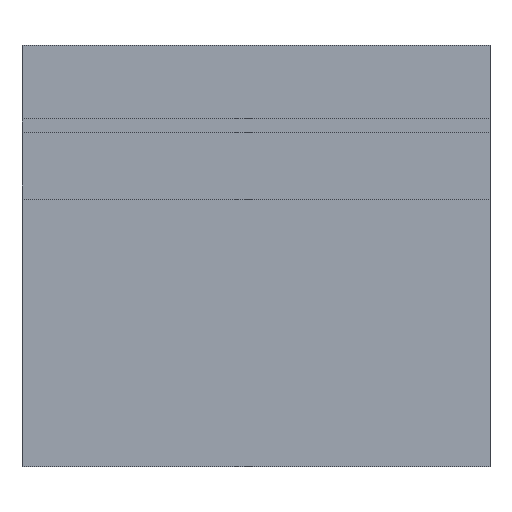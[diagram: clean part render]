
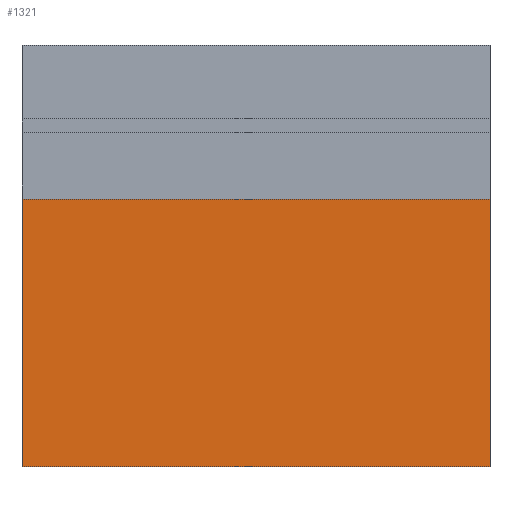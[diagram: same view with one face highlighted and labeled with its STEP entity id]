
A CAD part, left-side view. The second image highlights one B-rep face of the part: STEP entity #1321.
In plain terms, the highlighted planar face has unit normal (-1, 0, 0).
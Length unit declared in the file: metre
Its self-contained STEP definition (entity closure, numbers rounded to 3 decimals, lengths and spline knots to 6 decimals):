
#99=ORIENTED_EDGE('',*,*,#450,.T.);
#100=ORIENTED_EDGE('',*,*,#487,.T.);
#101=ORIENTED_EDGE('',*,*,#466,.T.);
#102=ORIENTED_EDGE('',*,*,#488,.F.);
#450=EDGE_CURVE('',#645,#644,#775,.T.);
#466=EDGE_CURVE('',#660,#661,#791,.T.);
#487=EDGE_CURVE('',#644,#660,#812,.T.);
#488=EDGE_CURVE('',#645,#661,#813,.T.);
#644=VERTEX_POINT('',#1894);
#645=VERTEX_POINT('',#1896);
#660=VERTEX_POINT('',#1928);
#661=VERTEX_POINT('',#1929);
#775=LINE('',#1895,#970);
#791=LINE('',#1927,#986);
#812=LINE('',#1969,#1007);
#813=LINE('',#1970,#1008);
#970=VECTOR('',#1519,1.);
#986=VECTOR('',#1537,1.);
#1007=VECTOR('',#1560,1.);
#1008=VECTOR('',#1561,1.);
#1120=EDGE_LOOP('',(#99,#100,#101,#102));
#1187=FACE_BOUND('',#1120,.T.);
#1254=PLANE('',#1401);
#1321=ADVANCED_FACE('',(#1187),#1254,.T.);
#1401=AXIS2_PLACEMENT_3D('',#1968,#1558,#1559);
#1519=DIRECTION('',(0.,0.,-1.));
#1537=DIRECTION('',(0.,0.,1.));
#1558=DIRECTION('',(-1.,0.,0.));
#1559=DIRECTION('',(0.,-1.,0.));
#1560=DIRECTION('',(0.,-1.,0.));
#1561=DIRECTION('',(0.,-1.,0.));
#1894=CARTESIAN_POINT('',(-0.033,0.0395,0.002));
#1895=CARTESIAN_POINT('',(-0.033,0.0395,0.065));
#1896=CARTESIAN_POINT('',(-0.033,0.0395,0.042));
#1927=CARTESIAN_POINT('',(-0.033,-0.0305,0.021));
#1928=CARTESIAN_POINT('',(-0.033,-0.0305,0.002));
#1929=CARTESIAN_POINT('',(-0.033,-0.0305,0.042));
#1968=CARTESIAN_POINT('',(-0.033,0.,0.0325));
#1969=CARTESIAN_POINT('',(-0.033,0.,0.002));
#1970=CARTESIAN_POINT('',(-0.033,0.0045,0.042));
